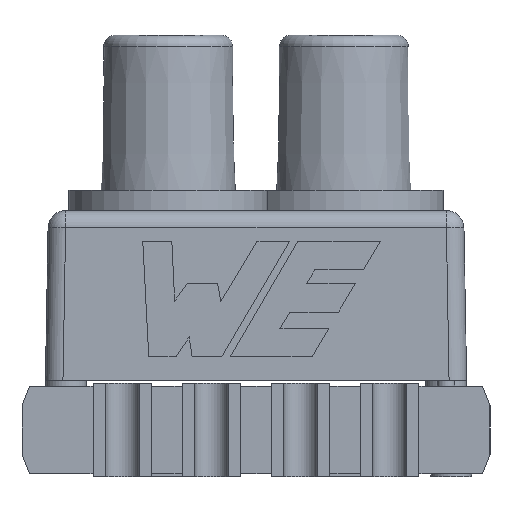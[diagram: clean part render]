
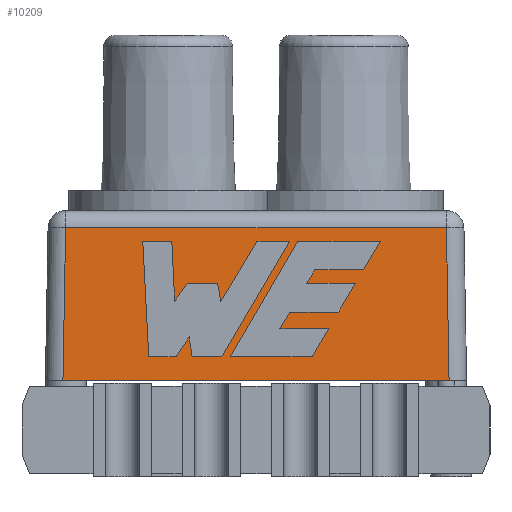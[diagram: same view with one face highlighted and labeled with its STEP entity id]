
A CAD part, left-side view. The second image highlights one B-rep face of the part: STEP entity #10209.
In plain terms, the highlighted face is planar.
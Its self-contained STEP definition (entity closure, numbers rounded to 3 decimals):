
#193=LINE('',#14134,#848);
#200=LINE('',#14166,#855);
#205=LINE('',#14192,#860);
#215=LINE('',#14232,#870);
#848=VECTOR('',#11284,1000.);
#855=VECTOR('',#11311,1000.);
#860=VECTOR('',#11332,1000.);
#870=VECTOR('',#11360,1000.);
#1865=ORIENTED_EDGE('',*,*,#3929,.T.);
#1866=ORIENTED_EDGE('',*,*,#3958,.F.);
#1867=ORIENTED_EDGE('',*,*,#3915,.T.);
#1868=ORIENTED_EDGE('',*,*,#3940,.T.);
#3915=EDGE_CURVE('',#4976,#4977,#193,.T.);
#3929=EDGE_CURVE('',#4991,#4990,#200,.T.);
#3940=EDGE_CURVE('',#4977,#4991,#205,.T.);
#3958=EDGE_CURVE('',#4976,#4990,#215,.T.);
#4976=VERTEX_POINT('',#14135);
#4977=VERTEX_POINT('',#14136);
#4990=VERTEX_POINT('',#14165);
#4991=VERTEX_POINT('',#14167);
#5930=EDGE_LOOP('',(#1865,#1866,#1867,#1868));
#6463=FACE_BOUND('',#5930,.T.);
#6921=PLANE('',#10725);
#10209=ADVANCED_FACE('',(#6463),#6921,.T.);
#10725=AXIS2_PLACEMENT_3D('',#14231,#11358,#11359);
#11284=DIRECTION('',(-0.017,-1.,-0.017));
#11311=DIRECTION('',(0.017,1.,-0.017));
#11332=DIRECTION('',(0.,0.,1.));
#11358=DIRECTION('',(-1.,0.017,0.));
#11359=DIRECTION('',(0.,0.,1.));
#11360=DIRECTION('',(0.,0.,1.));
#14134=CARTESIAN_POINT('',(-6.027,1.303,-3.277));
#14135=CARTESIAN_POINT('',(-6.005,2.605,-3.255));
#14136=CARTESIAN_POINT('',(-6.05,0.,-3.3));
#14165=CARTESIAN_POINT('',(-6.005,2.605,3.255));
#14166=CARTESIAN_POINT('',(-6.027,1.303,3.277));
#14167=CARTESIAN_POINT('',(-6.05,0.,3.3));
#14192=CARTESIAN_POINT('',(-6.05,0.,0.));
#14231=CARTESIAN_POINT('',(-6.05,0.,-3.6));
#14232=CARTESIAN_POINT('',(-6.005,2.605,0.));
